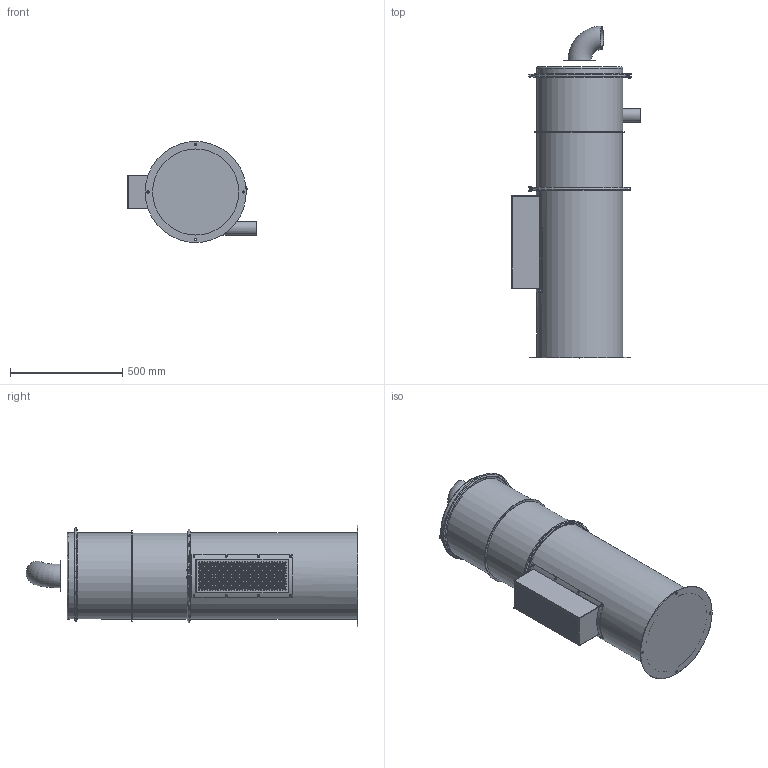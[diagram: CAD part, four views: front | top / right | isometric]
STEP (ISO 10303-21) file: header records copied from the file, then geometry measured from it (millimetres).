
FILE_DESCRIPTION(/* description */ (''),/* implementation_level */ '2;1');
FILE_NAME(/* name */ 'tm66t0sbc2.stp',/* time_stamp */ '2022-04-22T12:58:58+02:00',/* author */ ('enginyeria'),/* organization */ (''),/* preprocessor_version */ 'ST-DEVELOPER v17.2',/* originating_system */ 'Autodesk Inventor 2019',/* authorisation */ '');
FILE_SCHEMA (('AUTOMOTIVE_DESIGN { 1 0 10303 214 3 1 1 }'));
Products named in the file (1): Pieza25
Bounding box: 572.67 x 1476.5 x 450 mm (x, y, z)
Volume: 158741141.2 mm3; surface area: 2492530.7 mm2
Topology: 16 solids, 16 shells, 1964 faces, 3705 edges, 2481 vertices
Faces by surface type: plane 931, cylinder 852, cone 121, torus 28, sphere 20, bspline 12
Full cylindrical faces by diameter (mm): 3 x14, 3.5 x4, 4 x20, 4.5 x2, 6 x683, 10 x4, 12 x2, 57 x1, 60 x1, 381.773 x1, 383 x4, 403 x3, 450 x1
Entity records: 53718 total; most frequent: CARTESIAN_POINT 12042, DIRECTION 9495, ORIENTED_EDGE 7386, AXIS2_PLACEMENT_3D 4069, EDGE_CURVE 3693, EDGE_LOOP 2748, VERTEX_POINT 2481, CIRCLE 2073
